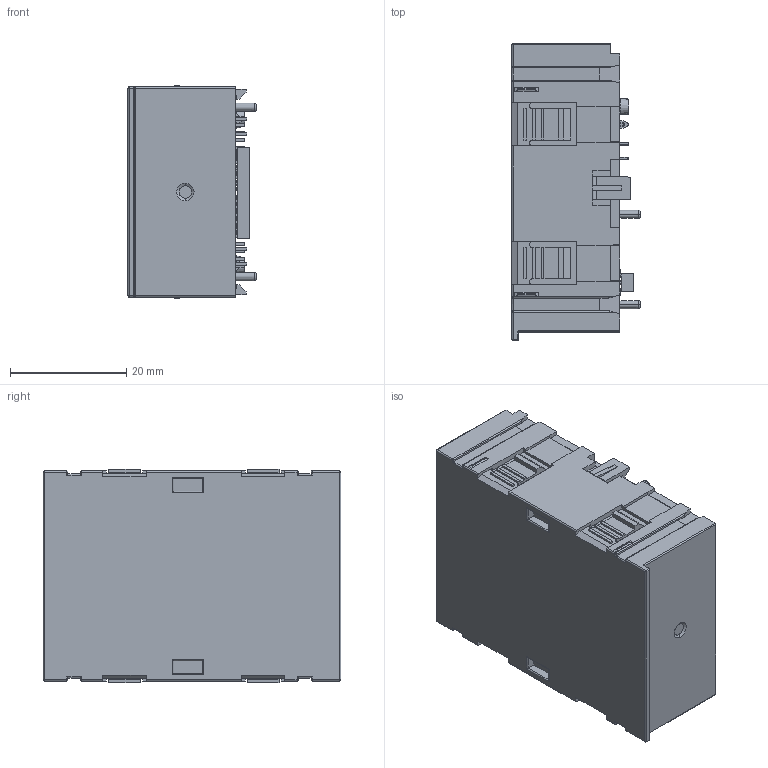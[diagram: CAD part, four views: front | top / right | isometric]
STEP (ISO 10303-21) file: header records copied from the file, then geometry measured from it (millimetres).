
FILE_DESCRIPTION((''),'2;1');
FILE_NAME('HCQXB-CAN-BD','2025-10-20T18:06:36',('HZC0000200'),(''),'CREO PARAMETRIC BY PTC INC, 2021063','CREO PARAMETRIC BY PTC INC, 2021063','');
FILE_SCHEMA(('CONFIG_CONTROL_DESIGN'));
Products named in the file (1): HCQXB-CAN-BD
Bounding box: 22 x 51.1 x 36.7 mm (x, y, z)
Volume: 28153.9 mm3; surface area: 17500.6 mm2
Topology: 21 solids, 23 shells, 4898 faces, 13567 edges, 8615 vertices
Faces by surface type: plane 4069, cylinder 783, sphere 24, torus 11, cone 8, extrusion 2, bspline 1
Entity records: 154065 total; most frequent: CARTESIAN_POINT 28844, ORIENTED_EDGE 26928, DIRECTION 24528, EDGE_CURVE 13543, VECTOR 11690, LINE 11688, VERTEX_POINT 8615, AXIS2_PLACEMENT_3D 6419
